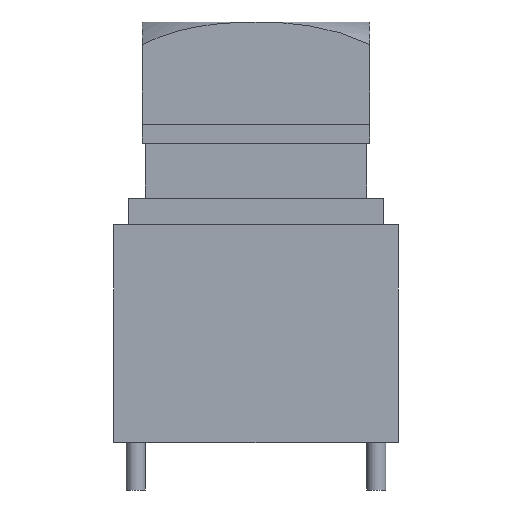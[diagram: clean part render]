
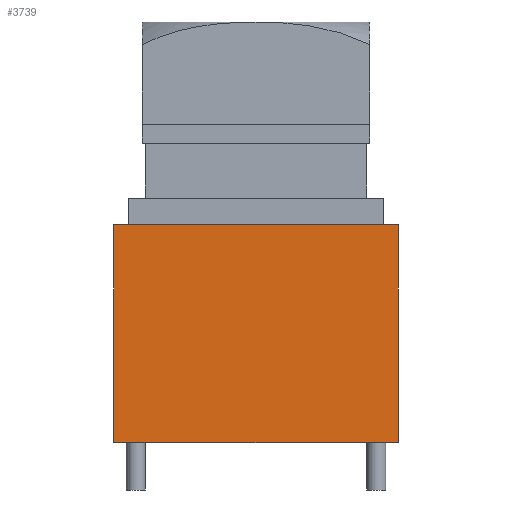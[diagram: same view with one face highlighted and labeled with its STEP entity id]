
A CAD part, left-side view. The second image highlights one B-rep face of the part: STEP entity #3739.
In plain terms, the highlighted planar face has unit normal (-1, 0, 0).
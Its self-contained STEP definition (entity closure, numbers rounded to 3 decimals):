
#2697 = PLANE('',#2698);
#2698 = AXIS2_PLACEMENT_3D('',#2699,#2700,#2701);
#2699 = CARTESIAN_POINT('',(0.,0.,
    0.));
#2700 = DIRECTION('',(0.,0.,-1.));
#2701 = DIRECTION('',(0.,1.,0.));
#3509 = EDGE_CURVE('',#3510,#3512,#3514,.T.);
#3510 = VERTEX_POINT('',#3511);
#3511 = CARTESIAN_POINT('',(-7.5,7.5,
    11.5));
#3512 = VERTEX_POINT('',#3513);
#3513 = CARTESIAN_POINT('',(-7.5,-7.5,
    11.5));
#3514 = SURFACE_CURVE('',#3515,(#3519,#3531),.PCURVE_S1.);
#3515 = LINE('',#3516,#3517);
#3516 = CARTESIAN_POINT('',(-7.5,7.5,
    11.5));
#3517 = VECTOR('',#3518,1.);
#3518 = DIRECTION('',(0.,-1.,0.));
#3519 = PCURVE('',#3520,#3525);
#3520 = PLANE('',#3521);
#3521 = AXIS2_PLACEMENT_3D('',#3522,#3523,#3524);
#3522 = CARTESIAN_POINT('',(0.,0.,
    11.5));
#3523 = DIRECTION('',(0.,0.,-1.));
#3524 = DIRECTION('',(0.,1.,0.));
#3525 = DEFINITIONAL_REPRESENTATION('',(#3526),#3530);
#3526 = LINE('',#3527,#3528);
#3527 = CARTESIAN_POINT('',(7.5,-7.5));
#3528 = VECTOR('',#3529,1.);
#3529 = DIRECTION('',(-1.,0.));
#3530 = ( GEOMETRIC_REPRESENTATION_CONTEXT(2) 
PARAMETRIC_REPRESENTATION_CONTEXT() REPRESENTATION_CONTEXT('2D SPACE',''
  ) );
#3531 = PCURVE('',#3532,#3537);
#3532 = PLANE('',#3533);
#3533 = AXIS2_PLACEMENT_3D('',#3534,#3535,#3536);
#3534 = CARTESIAN_POINT('',(-7.5,7.5,
    11.5));
#3535 = DIRECTION('',(1.,0.,0.));
#3536 = DIRECTION('',(0.,1.,0.));
#3537 = DEFINITIONAL_REPRESENTATION('',(#3538),#3542);
#3538 = LINE('',#3539,#3540);
#3539 = CARTESIAN_POINT('',(0.,0.));
#3540 = VECTOR('',#3541,1.);
#3541 = DIRECTION('',(-1.,0.));
#3542 = ( GEOMETRIC_REPRESENTATION_CONTEXT(2) 
PARAMETRIC_REPRESENTATION_CONTEXT() REPRESENTATION_CONTEXT('2D SPACE',''
  ) );
#3560 = PLANE('',#3561);
#3561 = AXIS2_PLACEMENT_3D('',#3562,#3563,#3564);
#3562 = CARTESIAN_POINT('',(7.5,-7.5,
    11.5));
#3563 = DIRECTION('',(0.,1.,0.));
#3564 = DIRECTION('',(-1.,0.,0.));
#3614 = PLANE('',#3615);
#3615 = AXIS2_PLACEMENT_3D('',#3616,#3617,#3618);
#3616 = CARTESIAN_POINT('',(7.5,7.5,
    11.5));
#3617 = DIRECTION('',(0.,-1.,0.));
#3618 = DIRECTION('',(1.,0.,0.));
#3739 = ADVANCED_FACE('',(#3740),#3532,.F.);
#3740 = FACE_BOUND('',#3741,.T.);
#3741 = EDGE_LOOP('',(#3742,#3767,#3788,#3789));
#3742 = ORIENTED_EDGE('',*,*,#3743,.T.);
#3743 = EDGE_CURVE('',#3744,#3746,#3748,.T.);
#3744 = VERTEX_POINT('',#3745);
#3745 = CARTESIAN_POINT('',(-7.5,7.5,
    0.));
#3746 = VERTEX_POINT('',#3747);
#3747 = CARTESIAN_POINT('',(-7.5,-7.5,
    0.));
#3748 = SURFACE_CURVE('',#3749,(#3753,#3760),.PCURVE_S1.);
#3749 = LINE('',#3750,#3751);
#3750 = CARTESIAN_POINT('',(-7.5,7.5,
    0.));
#3751 = VECTOR('',#3752,1.);
#3752 = DIRECTION('',(0.,-1.,0.));
#3753 = PCURVE('',#3532,#3754);
#3754 = DEFINITIONAL_REPRESENTATION('',(#3755),#3759);
#3755 = LINE('',#3756,#3757);
#3756 = CARTESIAN_POINT('',(0.,-11.5));
#3757 = VECTOR('',#3758,1.);
#3758 = DIRECTION('',(-1.,0.));
#3759 = ( GEOMETRIC_REPRESENTATION_CONTEXT(2) 
PARAMETRIC_REPRESENTATION_CONTEXT() REPRESENTATION_CONTEXT('2D SPACE',''
  ) );
#3760 = PCURVE('',#2697,#3761);
#3761 = DEFINITIONAL_REPRESENTATION('',(#3762),#3766);
#3762 = LINE('',#3763,#3764);
#3763 = CARTESIAN_POINT('',(7.5,-7.5));
#3764 = VECTOR('',#3765,1.);
#3765 = DIRECTION('',(-1.,0.));
#3766 = ( GEOMETRIC_REPRESENTATION_CONTEXT(2) 
PARAMETRIC_REPRESENTATION_CONTEXT() REPRESENTATION_CONTEXT('2D SPACE',''
  ) );
#3767 = ORIENTED_EDGE('',*,*,#3768,.F.);
#3768 = EDGE_CURVE('',#3512,#3746,#3769,.T.);
#3769 = SURFACE_CURVE('',#3770,(#3774,#3781),.PCURVE_S1.);
#3770 = LINE('',#3771,#3772);
#3771 = CARTESIAN_POINT('',(-7.5,-7.5,
    11.5));
#3772 = VECTOR('',#3773,1.);
#3773 = DIRECTION('',(0.,0.,-1.));
#3774 = PCURVE('',#3532,#3775);
#3775 = DEFINITIONAL_REPRESENTATION('',(#3776),#3780);
#3776 = LINE('',#3777,#3778);
#3777 = CARTESIAN_POINT('',(-15.,0.));
#3778 = VECTOR('',#3779,1.);
#3779 = DIRECTION('',(0.,-1.));
#3780 = ( GEOMETRIC_REPRESENTATION_CONTEXT(2) 
PARAMETRIC_REPRESENTATION_CONTEXT() REPRESENTATION_CONTEXT('2D SPACE',''
  ) );
#3781 = PCURVE('',#3560,#3782);
#3782 = DEFINITIONAL_REPRESENTATION('',(#3783),#3787);
#3783 = LINE('',#3784,#3785);
#3784 = CARTESIAN_POINT('',(15.,0.));
#3785 = VECTOR('',#3786,1.);
#3786 = DIRECTION('',(0.,-1.));
#3787 = ( GEOMETRIC_REPRESENTATION_CONTEXT(2) 
PARAMETRIC_REPRESENTATION_CONTEXT() REPRESENTATION_CONTEXT('2D SPACE',''
  ) );
#3788 = ORIENTED_EDGE('',*,*,#3509,.F.);
#3789 = ORIENTED_EDGE('',*,*,#3790,.T.);
#3790 = EDGE_CURVE('',#3510,#3744,#3791,.T.);
#3791 = SURFACE_CURVE('',#3792,(#3796,#3803),.PCURVE_S1.);
#3792 = LINE('',#3793,#3794);
#3793 = CARTESIAN_POINT('',(-7.5,7.5,
    11.5));
#3794 = VECTOR('',#3795,1.);
#3795 = DIRECTION('',(0.,0.,-1.));
#3796 = PCURVE('',#3532,#3797);
#3797 = DEFINITIONAL_REPRESENTATION('',(#3798),#3802);
#3798 = LINE('',#3799,#3800);
#3799 = CARTESIAN_POINT('',(0.,0.));
#3800 = VECTOR('',#3801,1.);
#3801 = DIRECTION('',(0.,-1.));
#3802 = ( GEOMETRIC_REPRESENTATION_CONTEXT(2) 
PARAMETRIC_REPRESENTATION_CONTEXT() REPRESENTATION_CONTEXT('2D SPACE',''
  ) );
#3803 = PCURVE('',#3614,#3804);
#3804 = DEFINITIONAL_REPRESENTATION('',(#3805),#3809);
#3805 = LINE('',#3806,#3807);
#3806 = CARTESIAN_POINT('',(-15.,0.));
#3807 = VECTOR('',#3808,1.);
#3808 = DIRECTION('',(0.,-1.));
#3809 = ( GEOMETRIC_REPRESENTATION_CONTEXT(2) 
PARAMETRIC_REPRESENTATION_CONTEXT() REPRESENTATION_CONTEXT('2D SPACE',''
  ) );
